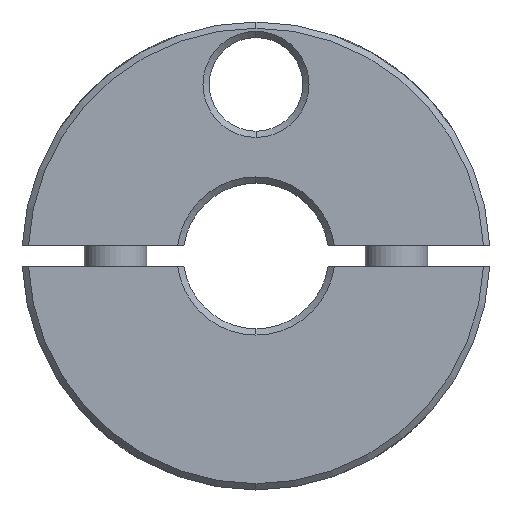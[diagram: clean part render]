
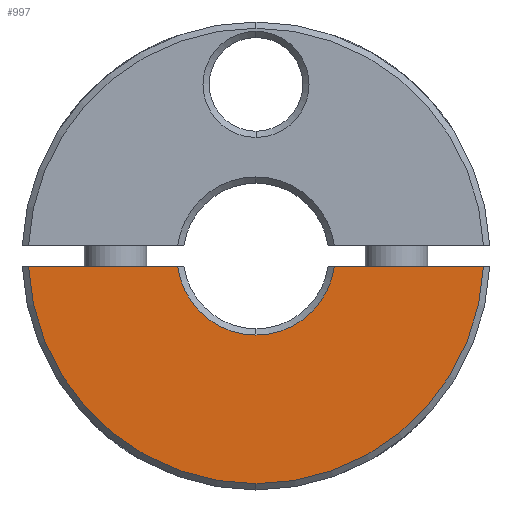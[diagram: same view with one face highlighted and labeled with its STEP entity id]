
A CAD part, front view. The second image highlights one B-rep face of the part: STEP entity #997.
In plain terms, the highlighted planar face has unit normal (0, -1, 0).
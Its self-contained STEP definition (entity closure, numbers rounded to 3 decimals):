
#719=VERTEX_POINT('',#1761);
#845=EDGE_CURVE('',#927,#1357,#1897,.T.);
#913=EDGE_CURVE('',#949,#719,#1972,.T.);
#927=VERTEX_POINT('',#1989);
#941=VERTEX_POINT('',#2004);
#949=VERTEX_POINT('',#2013);
#977=EDGE_CURVE('',#1391,#941,#2041,.T.);
#997=ADVANCED_FACE('',(#2062),#2063,.T.);
#1255=EDGE_CURVE('',#941,#927,#2359,.T.);
#1357=VERTEX_POINT('',#2474);
#1389=EDGE_CURVE('',#1391,#949,#2509,.T.);
#1391=VERTEX_POINT('',#2511);
#1473=EDGE_CURVE('',#1357,#719,#2607,.T.);
#1761=CARTESIAN_POINT('',(7.534,-13.0,-1.0));
#1897=CIRCLE('',#3273,21.9);
#1972=CIRCLE('',#3443,7.6);
#1989=CARTESIAN_POINT('',(0.,-13.,-21.9));
#2004=CARTESIAN_POINT('',(-21.877,-13.0,-1.0));
#2013=CARTESIAN_POINT('',(0.,-13.,-7.6));
#2041=LINE('',#3566,#3567);
#2062=FACE_OUTER_BOUND('',#3593,.T.);
#2063=PLANE('',#3594);
#2359=CIRCLE('',#4066,21.9);
#2474=CARTESIAN_POINT('',(21.877,-13.0,-1.0));
#2509=CIRCLE('',#4329,7.6);
#2511=CARTESIAN_POINT('',(-7.534,-13.0,-1.0));
#2607=LINE('',#4545,#4546);
#3273=AXIS2_PLACEMENT_3D('',#5022,#5023,#5024);
#3443=AXIS2_PLACEMENT_3D('',#5098,#5099,#5100);
#3566=CARTESIAN_POINT('',(6.5,-13.,-1.0));
#3567=VECTOR('',#5162,1.0);
#3593=EDGE_LOOP('',(#5177,#5178,#5179,#5180,#5181,#5182));
#3594=AXIS2_PLACEMENT_3D('',#5183,#5184,#5185);
#4066=AXIS2_PLACEMENT_3D('',#5551,#5552,#5553);
#4329=AXIS2_PLACEMENT_3D('',#5726,#5727,#5728);
#4545=CARTESIAN_POINT('',(22.5,-13.,-1.0));
#4546=VECTOR('',#5856,1.0);
#5022=CARTESIAN_POINT('',(0.,-13.,0.));
#5023=DIRECTION('',(0.,-1.0,0.));
#5024=DIRECTION('',(0.,0.,1.0));
#5098=CARTESIAN_POINT('',(0.,-13.,0.));
#5099=DIRECTION('',(0.,-1.0,0.));
#5100=DIRECTION('',(0.,0.,1.0));
#5162=DIRECTION('',(-1.0,0.,0.));
#5177=ORIENTED_EDGE('',*,*,#1473,.T.);
#5178=ORIENTED_EDGE('',*,*,#913,.F.);
#5179=ORIENTED_EDGE('',*,*,#1389,.F.);
#5180=ORIENTED_EDGE('',*,*,#977,.T.);
#5181=ORIENTED_EDGE('',*,*,#1255,.T.);
#5182=ORIENTED_EDGE('',*,*,#845,.T.);
#5183=CARTESIAN_POINT('',(0.,-13.,14.75));
#5184=DIRECTION('',(0.,-1.0,0.));
#5185=DIRECTION('',(0.,0.,1.0));
#5551=CARTESIAN_POINT('',(0.,-13.,0.));
#5552=DIRECTION('',(0.,-1.0,0.));
#5553=DIRECTION('',(0.,0.,1.0));
#5726=CARTESIAN_POINT('',(0.,-13.,0.));
#5727=DIRECTION('',(0.,-1.0,0.));
#5728=DIRECTION('',(0.,0.,1.0));
#5856=DIRECTION('',(-1.0,0.,0.));
